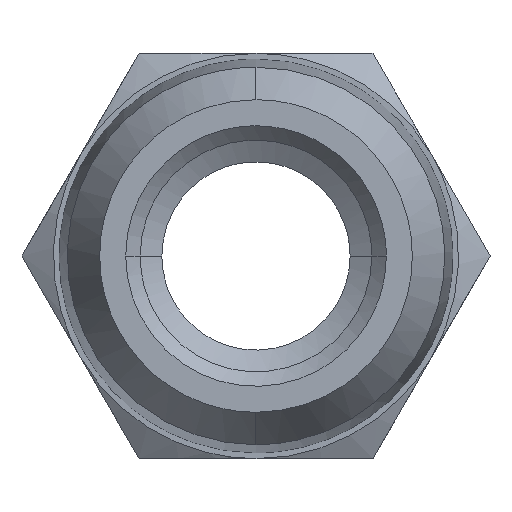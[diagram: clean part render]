
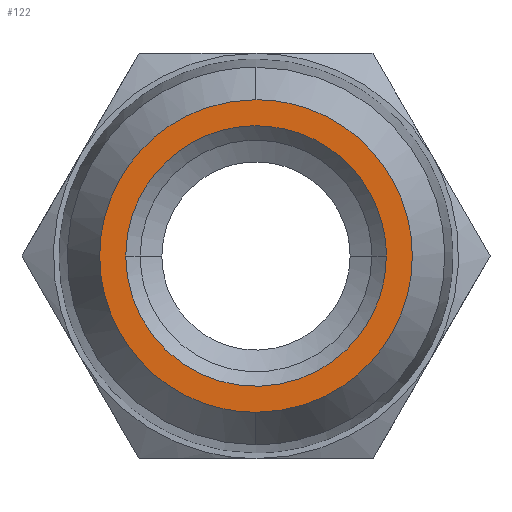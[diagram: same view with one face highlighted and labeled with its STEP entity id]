
A CAD part, front view. The second image highlights one B-rep face of the part: STEP entity #122.
In plain terms, the highlighted free-form (B-spline) face has degree [1, 1] with [2, 2] control points.
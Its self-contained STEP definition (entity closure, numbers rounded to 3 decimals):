
#42 = CARTESIAN_POINT ( 'NONE',  ( -3.6, 0., 2.764 ) ) ;
#56 = CARTESIAN_POINT ( 'NONE',  ( -4.32, 0., -3.317 ) ) ;
#69 = CARTESIAN_POINT ( 'NONE',  ( -4.32, 0., 3.317 ) ) ;
#76 = CARTESIAN_POINT ( 'NONE',  ( 1.411, 0., -5.26 ) ) ;
#84 = CARTESIAN_POINT ( 'NONE',  ( 0.709, 0., 5.4 ) ) ;
#87 = ORIENTED_EDGE ( 'NONE', *, *, #1656, .T. ) ;
#122 = ADVANCED_FACE ( 'NONE', ( #2352, #522 ), #1763, .T. ) ;
#157 = CARTESIAN_POINT ( 'NONE',  ( -5.465, 0., -5.465 ) ) ;
#206 = CARTESIAN_POINT ( 'NONE',  ( -3.317, 0., -4.32 ) ) ;
#208 = CARTESIAN_POINT ( 'NONE',  ( -2.764, 0., 3.6 ) ) ;
#241 = CARTESIAN_POINT ( 'NONE',  ( -4.5, 0., 0. ) ) ;
#260 = CARTESIAN_POINT ( 'NONE',  ( 4.5, 0., 0. ) ) ;
#267 = CARTESIAN_POINT ( 'NONE',  ( 0., 0., 5.4 ) ) ;
#275 = CARTESIAN_POINT ( 'NONE',  ( 5.26, 0., -1.411 ) ) ;
#301 = ORIENTED_EDGE ( 'NONE', *, *, #1348, .T. ) ;
#345 = B_SPLINE_CURVE_WITH_KNOTS ( 'NONE', 3,
 ( #1289, #2230, #76, #2149, #1588, #831, #469, #275, #1415, #1609, #1979, #1064, #1240, #484, #1044, #2342, #84, #267 ),
 .UNSPECIFIED., .F., .F.,
 ( 4, 2, 2, 2, 2, 2, 2, 2, 4 ),
 ( 0., 0.393, 0.785, 1.178, 1.571, 1.963, 2.356, 2.749, 3.142 ),
 .UNSPECIFIED. ) ;
#393 = CARTESIAN_POINT ( 'NONE',  ( -4.718, 0., -2.722 ) ) ;
#404 = CARTESIAN_POINT ( 'NONE',  ( 4.5, 0., 0.591 ) ) ;
#427 = CARTESIAN_POINT ( 'NONE',  ( 2.764, 0., 3.6 ) ) ;
#433 = CARTESIAN_POINT ( 'NONE',  ( -3.317, 0., 4.32 ) ) ;
#469 = CARTESIAN_POINT ( 'NONE',  ( 4.718, 0., -2.722 ) ) ;
#484 = CARTESIAN_POINT ( 'NONE',  ( 3.317, 0., 4.32 ) ) ;
#522 = FACE_OUTER_BOUND ( 'NONE', #1396, .T. ) ;
#549 = EDGE_LOOP ( 'NONE', ( #87, #1175 ) ) ;
#580 = CARTESIAN_POINT ( 'NONE',  ( 0., 0., -5.4 ) ) ;
#615 = CARTESIAN_POINT ( 'NONE',  ( 3.931, 0., 2.268 ) ) ;
#763 = VERTEX_POINT ( 'NONE', #1194 ) ;
#794 = CARTESIAN_POINT ( 'NONE',  ( 2.268, 0., 3.931 ) ) ;
#831 = CARTESIAN_POINT ( 'NONE',  ( 4.32, 0., -3.317 ) ) ;
#966 = CARTESIAN_POINT ( 'NONE',  ( -0.591, 0., 4.5 ) ) ;
#986 = CARTESIAN_POINT ( 'NONE',  ( 0.591, 0., 4.5 ) ) ;
#1044 = CARTESIAN_POINT ( 'NONE',  ( 2.722, 0., 4.718 ) ) ;
#1064 = CARTESIAN_POINT ( 'NONE',  ( 4.718, 0., 2.722 ) ) ;
#1154 = CARTESIAN_POINT ( 'NONE',  ( 4.5, 0., 0. ) ) ;
#1160 = CARTESIAN_POINT ( 'NONE',  ( -3.931, 0., 2.268 ) ) ;
#1174 = CARTESIAN_POINT ( 'NONE',  ( 4.5, 0., -9. ) ) ;
#1175 = ORIENTED_EDGE ( 'NONE', *, *, #1525, .F. ) ;
#1177 = CARTESIAN_POINT ( 'NONE',  ( -4.5, 0., 0. ) ) ;
#1182 = VERTEX_POINT ( 'NONE', #1251 ) ;
#1187 = CARTESIAN_POINT ( 'NONE',  ( -5.4, 0., -0.709 ) ) ;
#1194 = CARTESIAN_POINT ( 'NONE',  ( 0., 0., 5.4 ) ) ;
#1220 = CARTESIAN_POINT ( 'NONE',  ( -0.709, 0., 5.4 ) ) ;
#1240 = CARTESIAN_POINT ( 'NONE',  ( 4.32, 0., 3.317 ) ) ;
#1251 = CARTESIAN_POINT ( 'NONE',  ( -4.5, 0., 0. ) ) ;
#1289 = CARTESIAN_POINT ( 'NONE',  ( 0., 0., -5.4 ) ) ;
#1348 = EDGE_CURVE ( 'NONE', #2261, #763, #345, .T. ) ;
#1356 = CARTESIAN_POINT ( 'NONE',  ( -4.5, 0., 0.591 ) ) ;
#1370 = CARTESIAN_POINT ( 'NONE',  ( -4.718, 0., 2.722 ) ) ;
#1396 = EDGE_LOOP ( 'NONE', ( #1842, #301 ) ) ;
#1415 = CARTESIAN_POINT ( 'NONE',  ( 5.4, 0., -0.709 ) ) ;
#1442 = VERTEX_POINT ( 'NONE', #1532 ) ;
#1513 = CARTESIAN_POINT ( 'NONE',  ( -5.26, 0., -1.411 ) ) ;
#1525 = EDGE_CURVE ( 'NONE', #1182, #1442, #2338, .T. ) ;
#1532 = CARTESIAN_POINT ( 'NONE',  ( 4.5, 0., 0. ) ) ;
#1559 = CARTESIAN_POINT ( 'NONE',  ( -1.411, 0., 5.26 ) ) ;
#1576 = B_SPLINE_CURVE_WITH_KNOTS ( 'NONE', 3,
 ( #2146, #1220, #1559, #2306, #433, #69, #1370, #2115, #1708, #1187, #1513, #393, #56, #206, #1702, #1890, #2295, #580 ),
 .UNSPECIFIED., .F., .F.,
 ( 4, 2, 2, 2, 2, 2, 2, 2, 4 ),
 ( 0., 0.393, 0.785, 1.178, 1.571, 1.963, 2.356, 2.749, 3.142 ),
 .UNSPECIFIED. ) ;
#1588 = CARTESIAN_POINT ( 'NONE',  ( 3.317, 0., -4.32 ) ) ;
#1609 = CARTESIAN_POINT ( 'NONE',  ( 5.4, 0., 0.709 ) ) ;
#1656 = EDGE_CURVE ( 'NONE', #1182, #1442, #1732, .T. ) ;
#1702 = CARTESIAN_POINT ( 'NONE',  ( -2.722, 0., -4.718 ) ) ;
#1705 = CARTESIAN_POINT ( 'NONE',  ( -2.268, 0., 3.931 ) ) ;
#1708 = CARTESIAN_POINT ( 'NONE',  ( -5.4, 0., 0.709 ) ) ;
#1728 = CARTESIAN_POINT ( 'NONE',  ( -4.384, 0., 1.176 ) ) ;
#1732 = B_SPLINE_CURVE_WITH_KNOTS ( 'NONE', 3,
 ( #1177, #1356, #1728, #1160, #42, #208, #1705, #2273, #966, #986, #2083, #794, #427, #1737, #615, #2262, #404, #1154 ),
 .UNSPECIFIED., .F., .F.,
 ( 4, 2, 2, 2, 2, 2, 2, 2, 4 ),
 ( 0., 0.393, 0.785, 1.178, 1.571, 1.963, 2.356, 2.749, 3.142 ),
 .UNSPECIFIED. ) ;
#1737 = CARTESIAN_POINT ( 'NONE',  ( 3.6, 0., 2.764 ) ) ;
#1743 = CARTESIAN_POINT ( 'NONE',  ( -4.5, 0., -9. ) ) ;
#1763 = B_SPLINE_SURFACE_WITH_KNOTS ( 'NONE', 1, 1, ( 
 ( #2053, #1878 ),
 ( #157, #2227 ) ),
 .UNSPECIFIED., .F., .F., .F.,
 ( 2, 2 ),
 ( 2, 2 ),
 ( 0., 1. ),
 ( 0., 1. ),
 .UNSPECIFIED. ) ;
#1842 = ORIENTED_EDGE ( 'NONE', *, *, #2165, .T. ) ;
#1878 = CARTESIAN_POINT ( 'NONE',  ( 5.465, 0., 5.465 ) ) ;
#1890 = CARTESIAN_POINT ( 'NONE',  ( -1.411, 0., -5.26 ) ) ;
#1979 = CARTESIAN_POINT ( 'NONE',  ( 5.26, 0., 1.411 ) ) ;
#2053 = CARTESIAN_POINT ( 'NONE',  ( -5.465, 0., 5.465 ) ) ;
#2083 = CARTESIAN_POINT ( 'NONE',  ( 1.176, 0., 4.384 ) ) ;
#2115 = CARTESIAN_POINT ( 'NONE',  ( -5.26, 0., 1.411 ) ) ;
#2146 = CARTESIAN_POINT ( 'NONE',  ( 0., 0., 5.4 ) ) ;
#2149 = CARTESIAN_POINT ( 'NONE',  ( 2.722, 0., -4.718 ) ) ;
#2165 = EDGE_CURVE ( 'NONE', #763, #2261, #1576, .T. ) ;
#2203 = CARTESIAN_POINT ( 'NONE',  ( 0., 0., -5.4 ) ) ;
#2227 = CARTESIAN_POINT ( 'NONE',  ( 5.465, 0., -5.465 ) ) ;
#2230 = CARTESIAN_POINT ( 'NONE',  ( 0.709, 0., -5.4 ) ) ;
#2261 = VERTEX_POINT ( 'NONE', #2203 ) ;
#2262 = CARTESIAN_POINT ( 'NONE',  ( 4.384, 0., 1.176 ) ) ;
#2273 = CARTESIAN_POINT ( 'NONE',  ( -1.176, 0., 4.384 ) ) ;
#2295 = CARTESIAN_POINT ( 'NONE',  ( -0.709, 0., -5.4 ) ) ;
#2306 = CARTESIAN_POINT ( 'NONE',  ( -2.722, 0., 4.718 ) ) ;
#2338 =( BOUNDED_CURVE ( )  B_SPLINE_CURVE ( 3, ( #241, #1743, #1174, #260 ),
 .UNSPECIFIED., .F., .T. ) 
 B_SPLINE_CURVE_WITH_KNOTS ( ( 4, 4 ),
 ( -3.142, 0. ),
 .UNSPECIFIED. ) 
 CURVE ( )  GEOMETRIC_REPRESENTATION_ITEM ( )  RATIONAL_B_SPLINE_CURVE ( ( 1., 0.333, 0.333, 1. ) ) 
 REPRESENTATION_ITEM ( '' )  );
#2342 = CARTESIAN_POINT ( 'NONE',  ( 1.411, 0., 5.26 ) ) ;
#2352 = FACE_BOUND ( 'NONE', #549, .T. ) ;
